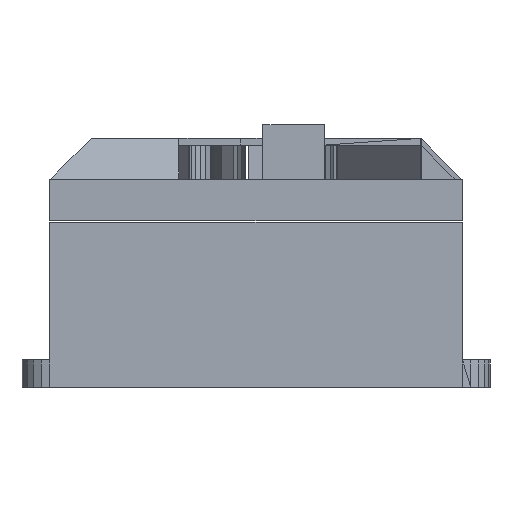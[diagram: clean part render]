
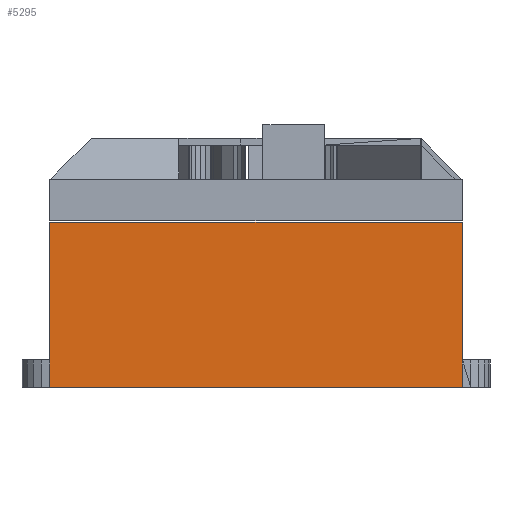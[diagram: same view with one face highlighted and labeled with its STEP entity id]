
A CAD part, front view. The second image highlights one B-rep face of the part: STEP entity #5295.
In plain terms, the highlighted planar face has unit normal (0, -1, 0).
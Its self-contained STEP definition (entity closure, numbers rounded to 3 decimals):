
#2133 = PLANE('',#2134);
#2134 = AXIS2_PLACEMENT_3D('',#2135,#2136,#2137);
#2135 = CARTESIAN_POINT('',(9.999,-43.999,2.));
#2136 = DIRECTION('',(-0.,-0.,-1.));
#2137 = DIRECTION('',(-1.,0.,0.));
#2353 = PLANE('',#2354);
#2354 = AXIS2_PLACEMENT_3D('',#2355,#2356,#2357);
#2355 = CARTESIAN_POINT('',(10.,-22.,7.));
#2356 = DIRECTION('',(1.,0.,0.));
#2357 = DIRECTION('',(0.,0.,1.));
#2411 = VERTEX_POINT('',#2412);
#2412 = CARTESIAN_POINT('',(10.,-45.,2.));
#2433 = EDGE_CURVE('',#2434,#2411,#2436,.T.);
#2434 = VERTEX_POINT('',#2435);
#2435 = CARTESIAN_POINT('',(9.998,-45.,2.));
#2436 = SURFACE_CURVE('',#2437,(#2441,#2448),.PCURVE_S1.);
#2437 = LINE('',#2438,#2439);
#2438 = CARTESIAN_POINT('',(9.998,-45.,2.));
#2439 = VECTOR('',#2440,1.);
#2440 = DIRECTION('',(1.,0.,0.));
#2441 = PCURVE('',#2133,#2442);
#2442 = DEFINITIONAL_REPRESENTATION('',(#2443),#2447);
#2443 = LINE('',#2444,#2445);
#2444 = CARTESIAN_POINT('',(0.001,-1.001));
#2445 = VECTOR('',#2446,1.);
#2446 = DIRECTION('',(-1.,0.));
#2447 = ( GEOMETRIC_REPRESENTATION_CONTEXT(2) 
PARAMETRIC_REPRESENTATION_CONTEXT() REPRESENTATION_CONTEXT('2D SPACE',''
  ) );
#2448 = PCURVE('',#2449,#2454);
#2449 = PLANE('',#2450);
#2450 = AXIS2_PLACEMENT_3D('',#2451,#2452,#2453);
#2451 = CARTESIAN_POINT('',(-5.,-45.,6.));
#2452 = DIRECTION('',(-0.,-1.,-0.));
#2453 = DIRECTION('',(0.,0.,-1.));
#2454 = DEFINITIONAL_REPRESENTATION('',(#2455),#2459);
#2455 = LINE('',#2456,#2457);
#2456 = CARTESIAN_POINT('',(4.,14.998));
#2457 = VECTOR('',#2458,1.);
#2458 = DIRECTION('',(0.,1.));
#2459 = ( GEOMETRIC_REPRESENTATION_CONTEXT(2) 
PARAMETRIC_REPRESENTATION_CONTEXT() REPRESENTATION_CONTEXT('2D SPACE',''
  ) );
#2477 = PLANE('',#2478);
#2478 = AXIS2_PLACEMENT_3D('',#2479,#2480,#2481);
#2479 = CARTESIAN_POINT('',(9.998,-43.999,1.));
#2480 = DIRECTION('',(1.,0.,0.));
#2481 = DIRECTION('',(0.,0.,1.));
#2680 = EDGE_CURVE('',#2681,#2434,#2683,.T.);
#2681 = VERTEX_POINT('',#2682);
#2682 = CARTESIAN_POINT('',(9.998,-45.,0.));
#2683 = SURFACE_CURVE('',#2684,(#2688,#2695),.PCURVE_S1.);
#2684 = LINE('',#2685,#2686);
#2685 = CARTESIAN_POINT('',(9.998,-45.,0.));
#2686 = VECTOR('',#2687,1.);
#2687 = DIRECTION('',(0.,0.,1.));
#2688 = PCURVE('',#2477,#2689);
#2689 = DEFINITIONAL_REPRESENTATION('',(#2690),#2694);
#2690 = LINE('',#2691,#2692);
#2691 = CARTESIAN_POINT('',(-1.,1.001));
#2692 = VECTOR('',#2693,1.);
#2693 = DIRECTION('',(1.,0.));
#2694 = ( GEOMETRIC_REPRESENTATION_CONTEXT(2) 
PARAMETRIC_REPRESENTATION_CONTEXT() REPRESENTATION_CONTEXT('2D SPACE',''
  ) );
#2695 = PCURVE('',#2449,#2696);
#2696 = DEFINITIONAL_REPRESENTATION('',(#2697),#2701);
#2697 = LINE('',#2698,#2699);
#2698 = CARTESIAN_POINT('',(6.,14.998));
#2699 = VECTOR('',#2700,1.);
#2700 = DIRECTION('',(-1.,0.));
#2701 = ( GEOMETRIC_REPRESENTATION_CONTEXT(2) 
PARAMETRIC_REPRESENTATION_CONTEXT() REPRESENTATION_CONTEXT('2D SPACE',''
  ) );
#2717 = PLANE('',#2718);
#2718 = AXIS2_PLACEMENT_3D('',#2719,#2720,#2721);
#2719 = CARTESIAN_POINT('',(-5.25,-22.25,0.));
#2720 = DIRECTION('',(-0.,-0.,-1.));
#2721 = DIRECTION('',(-1.,0.,0.));
#3632 = PLANE('',#3633);
#3633 = AXIS2_PLACEMENT_3D('',#3634,#3635,#3636);
#3634 = CARTESIAN_POINT('',(-20.,-22.759,6.759));
#3635 = DIRECTION('',(-1.,-0.,-0.));
#3636 = DIRECTION('',(0.,0.,-1.));
#3658 = PLANE('',#3659);
#3659 = AXIS2_PLACEMENT_3D('',#3660,#3661,#3662);
#3660 = CARTESIAN_POINT('',(-5.,-22.,12.));
#3661 = DIRECTION('',(0.,0.,1.));
#3662 = DIRECTION('',(1.,0.,0.));
#3877 = EDGE_CURVE('',#3878,#2681,#3880,.T.);
#3878 = VERTEX_POINT('',#3879);
#3879 = CARTESIAN_POINT('',(-19.998,-45.,0.));
#3880 = SURFACE_CURVE('',#3881,(#3885,#3892),.PCURVE_S1.);
#3881 = LINE('',#3882,#3883);
#3882 = CARTESIAN_POINT('',(-19.998,-45.,0.));
#3883 = VECTOR('',#3884,1.);
#3884 = DIRECTION('',(1.,0.,0.));
#3885 = PCURVE('',#2717,#3886);
#3886 = DEFINITIONAL_REPRESENTATION('',(#3887),#3891);
#3887 = LINE('',#3888,#3889);
#3888 = CARTESIAN_POINT('',(14.748,-22.75));
#3889 = VECTOR('',#3890,1.);
#3890 = DIRECTION('',(-1.,0.));
#3891 = ( GEOMETRIC_REPRESENTATION_CONTEXT(2) 
PARAMETRIC_REPRESENTATION_CONTEXT() REPRESENTATION_CONTEXT('2D SPACE',''
  ) );
#3892 = PCURVE('',#2449,#3893);
#3893 = DEFINITIONAL_REPRESENTATION('',(#3894),#3898);
#3894 = LINE('',#3895,#3896);
#3895 = CARTESIAN_POINT('',(6.,-14.998));
#3896 = VECTOR('',#3897,1.);
#3897 = DIRECTION('',(0.,1.));
#3898 = ( GEOMETRIC_REPRESENTATION_CONTEXT(2) 
PARAMETRIC_REPRESENTATION_CONTEXT() REPRESENTATION_CONTEXT('2D SPACE',''
  ) );
#3914 = PLANE('',#3915);
#3915 = AXIS2_PLACEMENT_3D('',#3916,#3917,#3918);
#3916 = CARTESIAN_POINT('',(-19.998,-43.999,1.));
#3917 = DIRECTION('',(-1.,-0.,-0.));
#3918 = DIRECTION('',(0.,0.,-1.));
#4563 = VERTEX_POINT('',#4564);
#4564 = CARTESIAN_POINT('',(-20.,-45.,12.));
#4585 = EDGE_CURVE('',#4586,#4563,#4588,.T.);
#4586 = VERTEX_POINT('',#4587);
#4587 = CARTESIAN_POINT('',(10.,-45.,12.));
#4588 = SURFACE_CURVE('',#4589,(#4593,#4600),.PCURVE_S1.);
#4589 = LINE('',#4590,#4591);
#4590 = CARTESIAN_POINT('',(10.,-45.,12.));
#4591 = VECTOR('',#4592,1.);
#4592 = DIRECTION('',(-1.,0.,0.));
#4593 = PCURVE('',#3658,#4594);
#4594 = DEFINITIONAL_REPRESENTATION('',(#4595),#4599);
#4595 = LINE('',#4596,#4597);
#4596 = CARTESIAN_POINT('',(15.,-23.));
#4597 = VECTOR('',#4598,1.);
#4598 = DIRECTION('',(-1.,0.));
#4599 = ( GEOMETRIC_REPRESENTATION_CONTEXT(2) 
PARAMETRIC_REPRESENTATION_CONTEXT() REPRESENTATION_CONTEXT('2D SPACE',''
  ) );
#4600 = PCURVE('',#2449,#4601);
#4601 = DEFINITIONAL_REPRESENTATION('',(#4602),#4606);
#4602 = LINE('',#4603,#4604);
#4603 = CARTESIAN_POINT('',(-6.,15.));
#4604 = VECTOR('',#4605,1.);
#4605 = DIRECTION('',(0.,-1.));
#4606 = ( GEOMETRIC_REPRESENTATION_CONTEXT(2) 
PARAMETRIC_REPRESENTATION_CONTEXT() REPRESENTATION_CONTEXT('2D SPACE',''
  ) );
#5124 = EDGE_CURVE('',#2411,#4586,#5125,.T.);
#5125 = SURFACE_CURVE('',#5126,(#5130,#5137),.PCURVE_S1.);
#5126 = LINE('',#5127,#5128);
#5127 = CARTESIAN_POINT('',(10.,-45.,2.));
#5128 = VECTOR('',#5129,1.);
#5129 = DIRECTION('',(0.,0.,1.));
#5130 = PCURVE('',#2353,#5131);
#5131 = DEFINITIONAL_REPRESENTATION('',(#5132),#5136);
#5132 = LINE('',#5133,#5134);
#5133 = CARTESIAN_POINT('',(-5.,23.));
#5134 = VECTOR('',#5135,1.);
#5135 = DIRECTION('',(1.,0.));
#5136 = ( GEOMETRIC_REPRESENTATION_CONTEXT(2) 
PARAMETRIC_REPRESENTATION_CONTEXT() REPRESENTATION_CONTEXT('2D SPACE',''
  ) );
#5137 = PCURVE('',#2449,#5138);
#5138 = DEFINITIONAL_REPRESENTATION('',(#5139),#5143);
#5139 = LINE('',#5140,#5141);
#5140 = CARTESIAN_POINT('',(4.,15.));
#5141 = VECTOR('',#5142,1.);
#5142 = DIRECTION('',(-1.,0.));
#5143 = ( GEOMETRIC_REPRESENTATION_CONTEXT(2) 
PARAMETRIC_REPRESENTATION_CONTEXT() REPRESENTATION_CONTEXT('2D SPACE',''
  ) );
#5295 = ADVANCED_FACE('',(#5296),#2449,.T.);
#5296 = FACE_BOUND('',#5297,.T.);
#5297 = EDGE_LOOP('',(#5298,#5299,#5300,#5323,#5351,#5372,#5373,#5374));
#5298 = ORIENTED_EDGE('',*,*,#5124,.T.);
#5299 = ORIENTED_EDGE('',*,*,#4585,.T.);
#5300 = ORIENTED_EDGE('',*,*,#5301,.T.);
#5301 = EDGE_CURVE('',#4563,#5302,#5304,.T.);
#5302 = VERTEX_POINT('',#5303);
#5303 = CARTESIAN_POINT('',(-20.,-45.,2.));
#5304 = SURFACE_CURVE('',#5305,(#5309,#5316),.PCURVE_S1.);
#5305 = LINE('',#5306,#5307);
#5306 = CARTESIAN_POINT('',(-20.,-45.,12.));
#5307 = VECTOR('',#5308,1.);
#5308 = DIRECTION('',(0.,0.,-1.));
#5309 = PCURVE('',#2449,#5310);
#5310 = DEFINITIONAL_REPRESENTATION('',(#5311),#5315);
#5311 = LINE('',#5312,#5313);
#5312 = CARTESIAN_POINT('',(-6.,-15.));
#5313 = VECTOR('',#5314,1.);
#5314 = DIRECTION('',(1.,0.));
#5315 = ( GEOMETRIC_REPRESENTATION_CONTEXT(2) 
PARAMETRIC_REPRESENTATION_CONTEXT() REPRESENTATION_CONTEXT('2D SPACE',''
  ) );
#5316 = PCURVE('',#3632,#5317);
#5317 = DEFINITIONAL_REPRESENTATION('',(#5318),#5322);
#5318 = LINE('',#5319,#5320);
#5319 = CARTESIAN_POINT('',(-5.241,22.241));
#5320 = VECTOR('',#5321,1.);
#5321 = DIRECTION('',(1.,0.));
#5322 = ( GEOMETRIC_REPRESENTATION_CONTEXT(2) 
PARAMETRIC_REPRESENTATION_CONTEXT() REPRESENTATION_CONTEXT('2D SPACE',''
  ) );
#5323 = ORIENTED_EDGE('',*,*,#5324,.T.);
#5324 = EDGE_CURVE('',#5302,#5325,#5327,.T.);
#5325 = VERTEX_POINT('',#5326);
#5326 = CARTESIAN_POINT('',(-19.998,-45.,2.));
#5327 = SURFACE_CURVE('',#5328,(#5332,#5339),.PCURVE_S1.);
#5328 = LINE('',#5329,#5330);
#5329 = CARTESIAN_POINT('',(-20.,-45.,2.));
#5330 = VECTOR('',#5331,1.);
#5331 = DIRECTION('',(1.,0.,0.));
#5332 = PCURVE('',#2449,#5333);
#5333 = DEFINITIONAL_REPRESENTATION('',(#5334),#5338);
#5334 = LINE('',#5335,#5336);
#5335 = CARTESIAN_POINT('',(4.,-15.));
#5336 = VECTOR('',#5337,1.);
#5337 = DIRECTION('',(0.,1.));
#5338 = ( GEOMETRIC_REPRESENTATION_CONTEXT(2) 
PARAMETRIC_REPRESENTATION_CONTEXT() REPRESENTATION_CONTEXT('2D SPACE',''
  ) );
#5339 = PCURVE('',#5340,#5345);
#5340 = PLANE('',#5341);
#5341 = AXIS2_PLACEMENT_3D('',#5342,#5343,#5344);
#5342 = CARTESIAN_POINT('',(-20.831,-43.835,2.));
#5343 = DIRECTION('',(-0.,-0.,-1.));
#5344 = DIRECTION('',(-1.,0.,0.));
#5345 = DEFINITIONAL_REPRESENTATION('',(#5346),#5350);
#5346 = LINE('',#5347,#5348);
#5347 = CARTESIAN_POINT('',(-0.831,-1.165));
#5348 = VECTOR('',#5349,1.);
#5349 = DIRECTION('',(-1.,0.));
#5350 = ( GEOMETRIC_REPRESENTATION_CONTEXT(2) 
PARAMETRIC_REPRESENTATION_CONTEXT() REPRESENTATION_CONTEXT('2D SPACE',''
  ) );
#5351 = ORIENTED_EDGE('',*,*,#5352,.T.);
#5352 = EDGE_CURVE('',#5325,#3878,#5353,.T.);
#5353 = SURFACE_CURVE('',#5354,(#5358,#5365),.PCURVE_S1.);
#5354 = LINE('',#5355,#5356);
#5355 = CARTESIAN_POINT('',(-19.998,-45.,2.));
#5356 = VECTOR('',#5357,1.);
#5357 = DIRECTION('',(0.,0.,-1.));
#5358 = PCURVE('',#2449,#5359);
#5359 = DEFINITIONAL_REPRESENTATION('',(#5360),#5364);
#5360 = LINE('',#5361,#5362);
#5361 = CARTESIAN_POINT('',(4.,-14.998));
#5362 = VECTOR('',#5363,1.);
#5363 = DIRECTION('',(1.,0.));
#5364 = ( GEOMETRIC_REPRESENTATION_CONTEXT(2) 
PARAMETRIC_REPRESENTATION_CONTEXT() REPRESENTATION_CONTEXT('2D SPACE',''
  ) );
#5365 = PCURVE('',#3914,#5366);
#5366 = DEFINITIONAL_REPRESENTATION('',(#5367),#5371);
#5367 = LINE('',#5368,#5369);
#5368 = CARTESIAN_POINT('',(-1.,1.001));
#5369 = VECTOR('',#5370,1.);
#5370 = DIRECTION('',(1.,0.));
#5371 = ( GEOMETRIC_REPRESENTATION_CONTEXT(2) 
PARAMETRIC_REPRESENTATION_CONTEXT() REPRESENTATION_CONTEXT('2D SPACE',''
  ) );
#5372 = ORIENTED_EDGE('',*,*,#3877,.T.);
#5373 = ORIENTED_EDGE('',*,*,#2680,.T.);
#5374 = ORIENTED_EDGE('',*,*,#2433,.T.);
